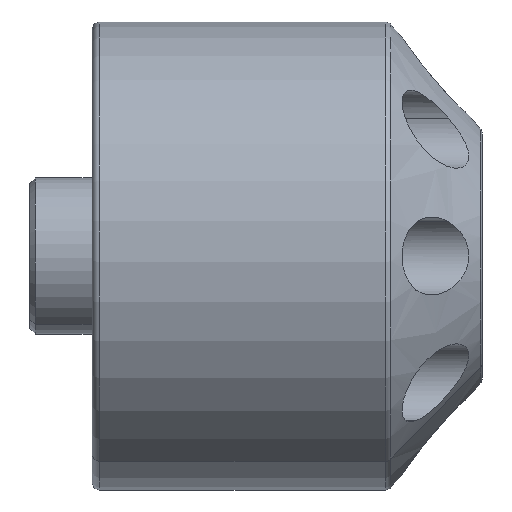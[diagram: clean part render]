
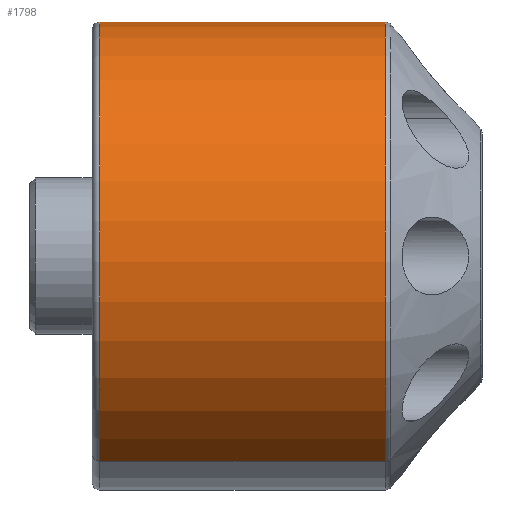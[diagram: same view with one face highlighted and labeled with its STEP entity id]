
A CAD part, left-side view. The second image highlights one B-rep face of the part: STEP entity #1798.
In plain terms, the highlighted cylindrical face has radius 15 mm (diameter 30 mm), a partial arc.
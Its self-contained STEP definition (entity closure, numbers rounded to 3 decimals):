
#1447=CARTESIAN_POINT('Vertex',(-7.191,6.23,-13.164)) ;
#1463=CARTESIAN_POINT('Vertex',(7.191,6.23,13.164)) ;
#1466=CARTESIAN_POINT('Axis2P3D Location',(0.,6.23,0.)) ;
#1756=CARTESIAN_POINT('Axis2P3D Location',(0.,14.5,0.)) ;
#1761=CARTESIAN_POINT('Line Origine',(7.191,15.5,13.164)) ;
#1765=CARTESIAN_POINT('Vertex',(7.191,24.5,13.164)) ;
#1768=CARTESIAN_POINT('Line Origine',(-7.191,15.5,-13.164)) ;
#1772=CARTESIAN_POINT('Vertex',(-7.191,24.5,-13.164)) ;
#1787=CARTESIAN_POINT('Axis2P3D Location',(0.,24.5,0.)) ;
#1467=DIRECTION('Axis2P3D Direction',(0.,-1.,0.)) ;
#1757=DIRECTION('Axis2P3D Direction',(0.,1.,0.)) ;
#1758=DIRECTION('Axis2P3D XDirection',(0.479,0.,0.878)) ;
#1762=DIRECTION('Vector Direction',(0.,1.,0.)) ;
#1769=DIRECTION('Vector Direction',(0.,1.,0.)) ;
#1788=DIRECTION('Axis2P3D Direction',(0.,1.,0.)) ;
#1468=AXIS2_PLACEMENT_3D('Circle Axis2P3D',#1466,#1467,$) ;
#1759=AXIS2_PLACEMENT_3D('Cylinder Axis2P3D',#1756,#1757,#1758) ;
#1789=AXIS2_PLACEMENT_3D('Circle Axis2P3D',#1787,#1788,$) ;
#1793=ORIENTED_EDGE('',*,*,#1774,.T.) ;
#1794=ORIENTED_EDGE('',*,*,#1470,.T.) ;
#1795=ORIENTED_EDGE('',*,*,#1767,.F.) ;
#1796=ORIENTED_EDGE('',*,*,#1791,.F.) ;
#1763=VECTOR('Line Direction',#1762,1.) ;
#1770=VECTOR('Line Direction',#1769,1.) ;
#1798=ADVANCED_FACE('',(#1797),#1760,.T.) ;
#1469=CIRCLE('generated circle',#1468,15.) ;
#1790=CIRCLE('generated circle',#1789,15.) ;
#1760=CYLINDRICAL_SURFACE('generated cylinder',#1759,15.) ;
#1470=EDGE_CURVE('',#1448,#1464,#1469,.F.) ;
#1767=EDGE_CURVE('',#1766,#1464,#1764,.F.) ;
#1774=EDGE_CURVE('',#1773,#1448,#1771,.F.) ;
#1791=EDGE_CURVE('',#1773,#1766,#1790,.T.) ;
#1792=EDGE_LOOP('',(#1793,#1794,#1795,#1796)) ;
#1797=FACE_OUTER_BOUND('',#1792,.T.) ;
#1764=LINE('Line',#1761,#1763) ;
#1771=LINE('Line',#1768,#1770) ;
#1448=VERTEX_POINT('',#1447) ;
#1464=VERTEX_POINT('',#1463) ;
#1766=VERTEX_POINT('',#1765) ;
#1773=VERTEX_POINT('',#1772) ;
